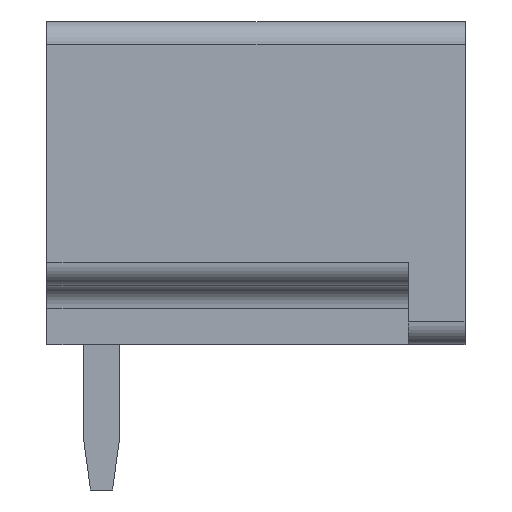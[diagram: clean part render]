
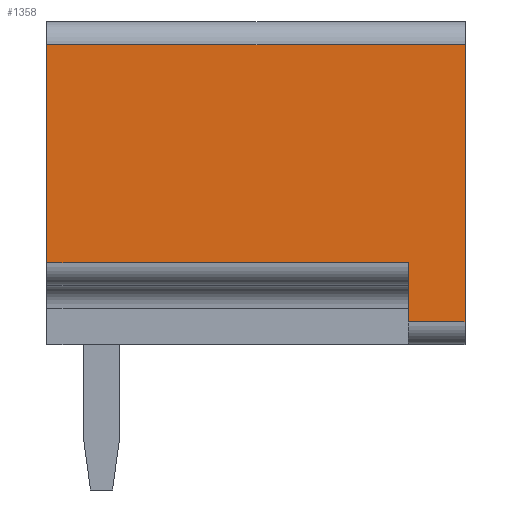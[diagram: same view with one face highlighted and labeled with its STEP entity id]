
A CAD part, left-side view. The second image highlights one B-rep face of the part: STEP entity #1358.
In plain terms, the highlighted planar face has unit normal (-1, 0, 0).
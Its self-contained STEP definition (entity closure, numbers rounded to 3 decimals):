
#1322=AXIS2_PLACEMENT_3D('Plane Axis2P3D',#1319,#1320,#1321) ;
#188=CARTESIAN_POINT('Vertex',(0.,0.,9.8)) ;
#191=CARTESIAN_POINT('Line Origine',(0.,0.,6.75)) ;
#195=CARTESIAN_POINT('Vertex',(0.,0.,3.7)) ;
#1300=CARTESIAN_POINT('Line Origine',(0.,4.6,9.8)) ;
#1304=CARTESIAN_POINT('Vertex',(0.,9.2,9.8)) ;
#1319=CARTESIAN_POINT('Axis2P3D Location',(0.,0.,3.7)) ;
#1324=CARTESIAN_POINT('Line Origine',(0.,0.625,3.7)) ;
#1328=CARTESIAN_POINT('Vertex',(0.,1.25,3.7)) ;
#1331=CARTESIAN_POINT('Line Origine',(0.,9.2,7.4)) ;
#1335=CARTESIAN_POINT('Vertex',(0.,9.2,5.)) ;
#1338=CARTESIAN_POINT('Line Origine',(0.,5.225,5.)) ;
#1342=CARTESIAN_POINT('Vertex',(0.,1.25,5.)) ;
#1345=CARTESIAN_POINT('Line Origine',(0.,1.25,4.35)) ;
#192=DIRECTION('Vector Direction',(0.,0.,1.)) ;
#1301=DIRECTION('Vector Direction',(0.,1.,0.)) ;
#1320=DIRECTION('Axis2P3D Direction',(-1.,0.,0.)) ;
#1321=DIRECTION('Axis2P3D XDirection',(0.,0.,1.)) ;
#1325=DIRECTION('Vector Direction',(0.,1.,0.)) ;
#1332=DIRECTION('Vector Direction',(0.,0.,1.)) ;
#1339=DIRECTION('Vector Direction',(0.,1.,0.)) ;
#1346=DIRECTION('Vector Direction',(0.,0.,-1.)) ;
#193=VECTOR('Line Direction',#192,1.) ;
#1302=VECTOR('Line Direction',#1301,1.) ;
#1326=VECTOR('Line Direction',#1325,1.) ;
#1333=VECTOR('Line Direction',#1332,1.) ;
#1340=VECTOR('Line Direction',#1339,1.) ;
#1347=VECTOR('Line Direction',#1346,1.) ;
#1351=ORIENTED_EDGE('',*,*,#1330,.F.) ;
#1352=ORIENTED_EDGE('',*,*,#197,.T.) ;
#1353=ORIENTED_EDGE('',*,*,#1306,.T.) ;
#1354=ORIENTED_EDGE('',*,*,#1337,.F.) ;
#1355=ORIENTED_EDGE('',*,*,#1344,.F.) ;
#1356=ORIENTED_EDGE('',*,*,#1349,.T.) ;
#1358=ADVANCED_FACE('Housing',(#1357),#1323,.T.) ;
#197=EDGE_CURVE('',#196,#189,#194,.T.) ;
#1306=EDGE_CURVE('',#189,#1305,#1303,.T.) ;
#1330=EDGE_CURVE('',#196,#1329,#1327,.T.) ;
#1337=EDGE_CURVE('',#1336,#1305,#1334,.T.) ;
#1344=EDGE_CURVE('',#1343,#1336,#1341,.T.) ;
#1349=EDGE_CURVE('',#1343,#1329,#1348,.T.) ;
#1350=EDGE_LOOP('',(#1351,#1352,#1353,#1354,#1355,#1356)) ;
#1357=FACE_OUTER_BOUND('',#1350,.T.) ;
#194=LINE('Line',#191,#193) ;
#1303=LINE('Line',#1300,#1302) ;
#1327=LINE('Line',#1324,#1326) ;
#1334=LINE('Line',#1331,#1333) ;
#1341=LINE('Line',#1338,#1340) ;
#1348=LINE('Line',#1345,#1347) ;
#1323=PLANE('',#1322) ;
#189=VERTEX_POINT('',#188) ;
#196=VERTEX_POINT('',#195) ;
#1305=VERTEX_POINT('',#1304) ;
#1329=VERTEX_POINT('',#1328) ;
#1336=VERTEX_POINT('',#1335) ;
#1343=VERTEX_POINT('',#1342) ;
